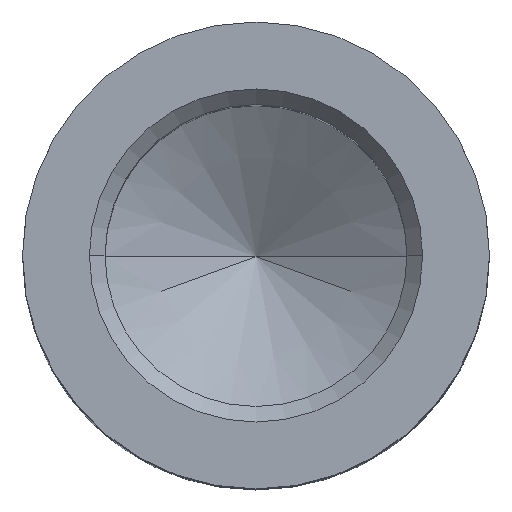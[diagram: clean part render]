
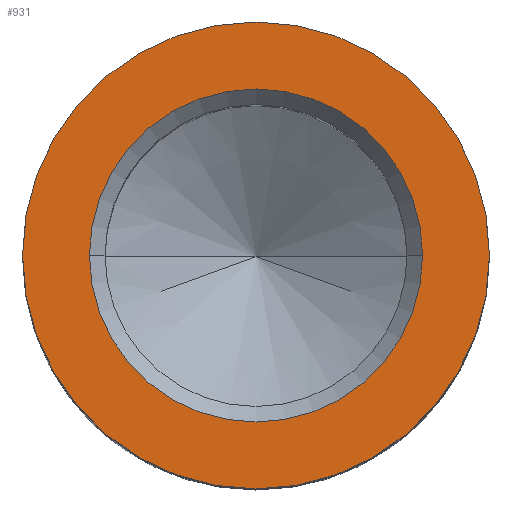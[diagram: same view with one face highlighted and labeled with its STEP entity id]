
A CAD part, top view. The second image highlights one B-rep face of the part: STEP entity #931.
In plain terms, the highlighted planar face has unit normal (0, 0, 1).
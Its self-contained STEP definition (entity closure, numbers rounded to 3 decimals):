
#265=CARTESIAN_POINT('',(0.,0.,38.75));
#266=DIRECTION('',(0.,0.,-1.));
#267=DIRECTION('',(-1.,0.,0.));
#268=AXIS2_PLACEMENT_3D('',#265,#266,#267);
#270=CARTESIAN_POINT('',(0.,0.,38.75));
#271=DIRECTION('',(0.,0.,-1.));
#272=DIRECTION('',(1.,0.,0.));
#273=AXIS2_PLACEMENT_3D('',#270,#271,#272);
#275=CARTESIAN_POINT('',(0.,0.,38.75));
#276=DIRECTION('',(0.,0.,-1.));
#277=DIRECTION('',(-1.,0.,0.));
#278=AXIS2_PLACEMENT_3D('',#275,#276,#277);
#280=CARTESIAN_POINT('',(0.,0.,38.75));
#281=DIRECTION('',(0.,0.,-1.));
#282=DIRECTION('',(1.,0.,0.));
#283=AXIS2_PLACEMENT_3D('',#280,#281,#282);
#512=CARTESIAN_POINT('',(15.,0.,38.75));
#513=VERTEX_POINT('',#512);
#514=CARTESIAN_POINT('',(-15.,0.,38.75));
#515=VERTEX_POINT('',#514);
#554=CARTESIAN_POINT('',(-10.7,0.,38.75));
#555=CARTESIAN_POINT('',(10.7,0.,38.75));
#556=VERTEX_POINT('',#554);
#557=VERTEX_POINT('',#555);
#916=CARTESIAN_POINT('',(0.,0.,38.75));
#917=DIRECTION('',(0.,0.,-1.));
#918=DIRECTION('',(1.,0.,0.));
#919=AXIS2_PLACEMENT_3D('',#916,#917,#918);
#920=PLANE('',#919);
#921=ORIENTED_EDGE('',*,*,#895,.T.);
#922=ORIENTED_EDGE('',*,*,#911,.T.);
#923=EDGE_LOOP('',(#921,#922));
#924=FACE_OUTER_BOUND('',#923,.F.);
#926=ORIENTED_EDGE('',*,*,#925,.F.);
#928=ORIENTED_EDGE('',*,*,#927,.F.);
#929=EDGE_LOOP('',(#926,#928));
#930=FACE_BOUND('',#929,.F.);
#931=ADVANCED_FACE('',(#924,#930),#920,.F.);
#269=CIRCLE('',#268,15.);
#274=CIRCLE('',#273,15.);
#279=CIRCLE('',#278,10.7);
#284=CIRCLE('',#283,10.7);
#895=EDGE_CURVE('',#515,#513,#269,.T.);
#911=EDGE_CURVE('',#513,#515,#274,.T.);
#925=EDGE_CURVE('',#556,#557,#279,.T.);
#927=EDGE_CURVE('',#557,#556,#284,.T.);
